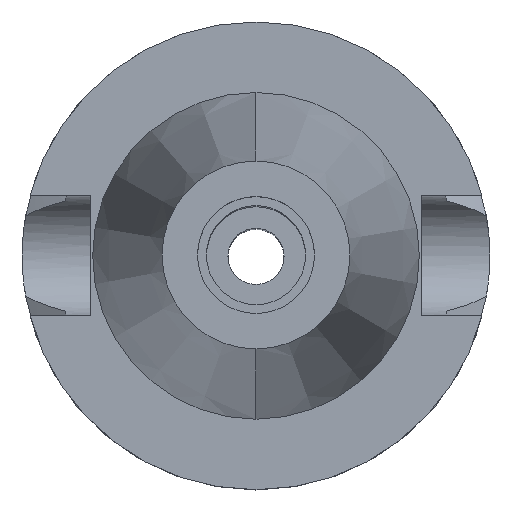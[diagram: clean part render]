
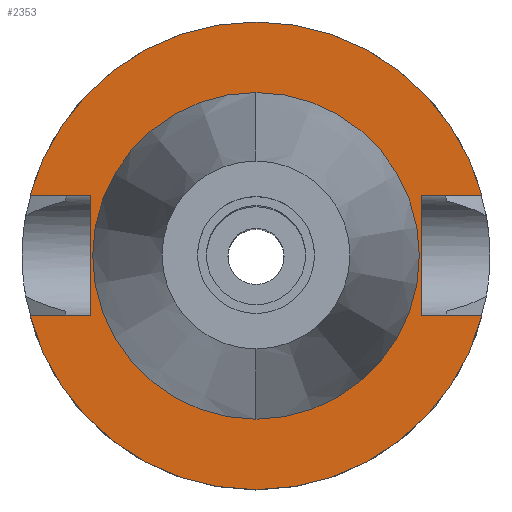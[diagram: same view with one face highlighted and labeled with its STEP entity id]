
A CAD part, top view. The second image highlights one B-rep face of the part: STEP entity #2353.
In plain terms, the highlighted planar face has unit normal (0, 0, 1).
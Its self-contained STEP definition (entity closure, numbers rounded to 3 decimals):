
#913=DIRECTION('',(1.,0.,0.));
#914=VECTOR('',#913,12.921);
#915=CARTESIAN_POINT('',(35.4,12.85,-1.5));
#916=LINE('',#915,#914);
#960=DIRECTION('',(0.,1.,0.));
#961=VECTOR('',#960,25.7);
#962=CARTESIAN_POINT('',(-35.4,-12.85,-1.5));
#963=LINE('',#962,#961);
#967=DIRECTION('',(-1.,0.,0.));
#968=VECTOR('',#967,12.921);
#969=CARTESIAN_POINT('',(-35.4,12.85,-1.5));
#970=LINE('',#969,#968);
#974=CARTESIAN_POINT('',(0.,0.,-1.5));
#975=DIRECTION('',(0.,0.,-1.));
#976=DIRECTION('',(-0.966,0.257,0.));
#977=AXIS2_PLACEMENT_3D('',#974,#975,#976);
#982=CARTESIAN_POINT('',(0.,0.,-1.5));
#983=DIRECTION('',(0.,0.,-1.));
#984=DIRECTION('',(0.,1.,0.));
#985=AXIS2_PLACEMENT_3D('',#982,#983,#984);
#990=DIRECTION('',(0.,-1.,0.));
#991=VECTOR('',#990,25.7);
#992=CARTESIAN_POINT('',(35.4,12.85,-1.5));
#993=LINE('',#992,#991);
#997=DIRECTION('',(1.,0.,0.));
#998=VECTOR('',#997,12.921);
#999=CARTESIAN_POINT('',(35.4,-12.85,-1.5));
#1000=LINE('',#999,#998);
#1004=CARTESIAN_POINT('',(0.,0.,-1.5));
#1005=DIRECTION('',(0.,0.,-1.));
#1006=DIRECTION('',(0.966,-0.257,0.));
#1007=AXIS2_PLACEMENT_3D('',#1004,#1005,#1006);
#1012=CARTESIAN_POINT('',(0.,0.,-1.5));
#1013=DIRECTION('',(0.,0.,-1.));
#1014=DIRECTION('',(0.,-1.,0.));
#1015=AXIS2_PLACEMENT_3D('',#1012,#1013,#1014);
#1020=CARTESIAN_POINT('',(0.,0.,-1.5));
#1021=DIRECTION('',(0.,0.,1.));
#1022=DIRECTION('',(0.,-1.,0.));
#1023=AXIS2_PLACEMENT_3D('',#1020,#1021,#1022);
#1028=CARTESIAN_POINT('',(0.,0.,-1.5));
#1029=DIRECTION('',(0.,0.,1.));
#1030=DIRECTION('',(0.,1.,0.));
#1031=AXIS2_PLACEMENT_3D('',#1028,#1029,#1030);
#1066=DIRECTION('',(-1.,0.,0.));
#1067=VECTOR('',#1066,12.921);
#1068=CARTESIAN_POINT('',(-35.4,-12.85,-1.5));
#1069=LINE('',#1068,#1067);
#1460=CARTESIAN_POINT('',(-35.4,-12.85,-1.5));
#1461=VERTEX_POINT('',#1460);
#1462=CARTESIAN_POINT('',(-48.321,-12.85,-1.5));
#1463=VERTEX_POINT('',#1462);
#1466=CARTESIAN_POINT('',(-35.4,12.85,-1.5));
#1467=VERTEX_POINT('',#1466);
#1468=CARTESIAN_POINT('',(-48.321,12.85,-1.5));
#1469=VERTEX_POINT('',#1468);
#1470=CARTESIAN_POINT('',(0.,50.,-1.5));
#1471=CARTESIAN_POINT('',(48.321,12.85,-1.5));
#1472=VERTEX_POINT('',#1470);
#1473=VERTEX_POINT('',#1471);
#1474=CARTESIAN_POINT('',(35.4,12.85,-1.5));
#1475=VERTEX_POINT('',#1474);
#1476=CARTESIAN_POINT('',(35.4,-12.85,-1.5));
#1477=VERTEX_POINT('',#1476);
#1478=CARTESIAN_POINT('',(48.321,-12.85,-1.5));
#1479=VERTEX_POINT('',#1478);
#1480=CARTESIAN_POINT('',(0.,-50.,-1.5));
#1481=VERTEX_POINT('',#1480);
#1482=CARTESIAN_POINT('',(0.,-34.925,-1.5));
#1483=CARTESIAN_POINT('',(0.,34.925,-1.5));
#1484=VERTEX_POINT('',#1482);
#1485=VERTEX_POINT('',#1483);
#2322=CARTESIAN_POINT('',(0.,0.,-1.5));
#2323=DIRECTION('',(0.,0.,-1.));
#2324=DIRECTION('',(0.,-1.,0.));
#2325=AXIS2_PLACEMENT_3D('',#2322,#2323,#2324);
#2326=PLANE('',#2325);
#2328=ORIENTED_EDGE('',*,*,#2327,.T.);
#2330=ORIENTED_EDGE('',*,*,#2329,.T.);
#2332=ORIENTED_EDGE('',*,*,#2331,.T.);
#2334=ORIENTED_EDGE('',*,*,#2333,.T.);
#2335=ORIENTED_EDGE('',*,*,#2298,.F.);
#2336=ORIENTED_EDGE('',*,*,#2312,.T.);
#2338=ORIENTED_EDGE('',*,*,#2337,.T.);
#2340=ORIENTED_EDGE('',*,*,#2339,.T.);
#2342=ORIENTED_EDGE('',*,*,#2341,.T.);
#2344=ORIENTED_EDGE('',*,*,#2343,.F.);
#2345=EDGE_LOOP('',(#2328,#2330,#2332,#2334,#2335,#2336,#2338,#2340,#2342,
#2344));
#2346=FACE_OUTER_BOUND('',#2345,.F.);
#2348=ORIENTED_EDGE('',*,*,#2347,.T.);
#2350=ORIENTED_EDGE('',*,*,#2349,.T.);
#2351=EDGE_LOOP('',(#2348,#2350));
#2352=FACE_BOUND('',#2351,.F.);
#978=CIRCLE('',#977,50.);
#986=CIRCLE('',#985,50.);
#1008=CIRCLE('',#1007,50.);
#1016=CIRCLE('',#1015,50.);
#1024=CIRCLE('',#1023,34.925);
#1032=CIRCLE('',#1031,34.925);
#2298=EDGE_CURVE('',#1475,#1473,#916,.T.);
#2312=EDGE_CURVE('',#1475,#1477,#993,.T.);
#2327=EDGE_CURVE('',#1461,#1467,#963,.T.);
#2329=EDGE_CURVE('',#1467,#1469,#970,.T.);
#2331=EDGE_CURVE('',#1469,#1472,#978,.T.);
#2333=EDGE_CURVE('',#1472,#1473,#986,.T.);
#2337=EDGE_CURVE('',#1477,#1479,#1000,.T.);
#2339=EDGE_CURVE('',#1479,#1481,#1008,.T.);
#2341=EDGE_CURVE('',#1481,#1463,#1016,.T.);
#2343=EDGE_CURVE('',#1461,#1463,#1069,.T.);
#2347=EDGE_CURVE('',#1484,#1485,#1024,.T.);
#2349=EDGE_CURVE('',#1485,#1484,#1032,.T.);
#2353=ADVANCED_FACE('',(#2346,#2352),#2326,.F.);
